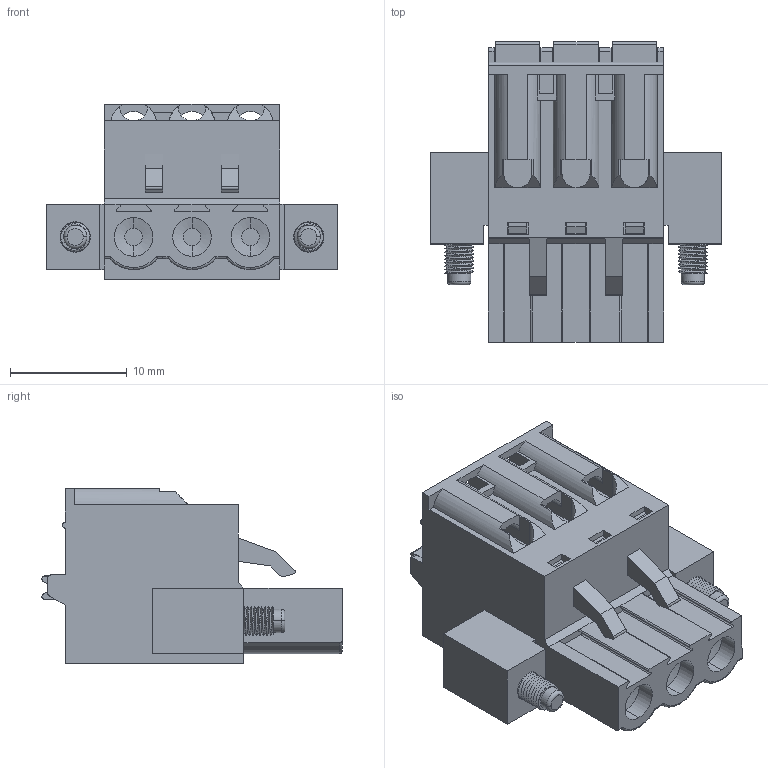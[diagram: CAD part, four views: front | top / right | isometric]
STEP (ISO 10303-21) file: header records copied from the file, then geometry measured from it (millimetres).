
FILE_DESCRIPTION (( 'STEP AP214' ), '1' );
FILE_NAME ('2EDGKDM-5.0-03P-14-00AH.STEP', '2021-03-11T18:17:07', ( '' ), ( '' ), 'SwSTEP 2.0', 'SolidWorks 2020', '' );
FILE_SCHEMA (( 'AUTOMOTIVE_DESIGN' ));
Length unit declared in the file: millimetre
Products named in the file (1): 2EDGKDM-5.0-03P-14-00AH
Bounding box: 25 x 25.7 x 15 mm (x, y, z)
Volume: 3584.4 mm3; surface area: 3618.8 mm2
Topology: 1 solids, 1 shells, 820 faces, 2226 edges, 1458 vertices
Faces by surface type: plane 523, bspline 140, cylinder 123, torus 18, cone 16
Entity records: 39047 total; most frequent: CARTESIAN_POINT 14555, ORIENTED_EDGE 4450, DIRECTION 3466, EDGE_CURVE 2225, LINE 1478, VECTOR 1478, VERTEX_POINT 1456, AXIS2_PLACEMENT_3D 994
